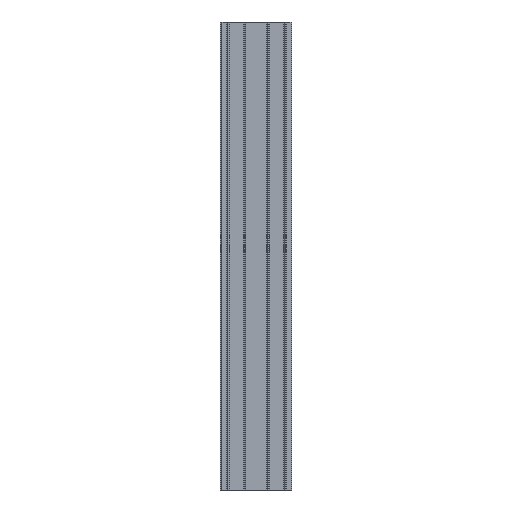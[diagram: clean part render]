
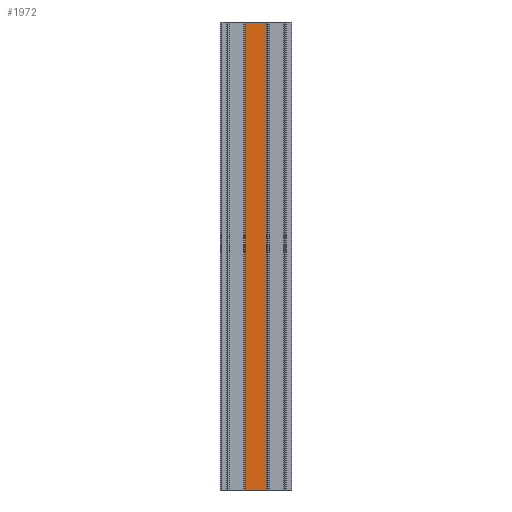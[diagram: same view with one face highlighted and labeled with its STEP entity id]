
A CAD part, front view. The second image highlights one B-rep face of the part: STEP entity #1972.
In plain terms, the highlighted planar face has unit normal (0, -1, 0).
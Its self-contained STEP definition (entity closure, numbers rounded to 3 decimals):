
#76=PLANE('',#2118);
#166=FACE_OUTER_BOUND('',#264,.T.);
#264=EDGE_LOOP('',(#1599,#1600,#1601,#1602));
#486=LINE('',#3145,#730);
#487=LINE('',#3149,#731);
#488=LINE('',#3151,#732);
#489=LINE('',#3152,#733);
#730=VECTOR('',#2562,1000.);
#731=VECTOR('',#2567,1000.);
#732=VECTOR('',#2568,1000.);
#733=VECTOR('',#2569,1000.);
#973=VERTEX_POINT('',#3142);
#974=VERTEX_POINT('',#3144);
#975=VERTEX_POINT('',#3148);
#976=VERTEX_POINT('',#3150);
#1237=EDGE_CURVE('',#974,#973,#486,.T.);
#1239=EDGE_CURVE('',#973,#975,#487,.T.);
#1240=EDGE_CURVE('',#976,#975,#488,.T.);
#1241=EDGE_CURVE('',#974,#976,#489,.T.);
#1599=ORIENTED_EDGE('',*,*,#1239,.T.);
#1600=ORIENTED_EDGE('',*,*,#1240,.F.);
#1601=ORIENTED_EDGE('',*,*,#1241,.F.);
#1602=ORIENTED_EDGE('',*,*,#1237,.T.);
#1972=ADVANCED_FACE('',(#166),#76,.F.);
#2118=AXIS2_PLACEMENT_3D('',#3147,#2565,#2566);
#2562=DIRECTION('',(0.,0.,-1.));
#2565=DIRECTION('center_axis',(0.,1.,0.));
#2566=DIRECTION('ref_axis',(-1.,0.,0.));
#2567=DIRECTION('',(1.,0.,0.));
#2568=DIRECTION('',(0.,0.,-1.));
#2569=DIRECTION('',(1.,0.,0.));
#3142=CARTESIAN_POINT('',(688.231,701.454,0.));
#3144=CARTESIAN_POINT('',(688.231,701.454,1000.));
#3145=CARTESIAN_POINT('',(688.231,701.454,1000.));
#3147=CARTESIAN_POINT('Origin',(733.231,701.454,1000.));
#3148=CARTESIAN_POINT('',(733.231,701.454,0.));
#3149=CARTESIAN_POINT('',(733.231,701.454,0.));
#3150=CARTESIAN_POINT('',(733.231,701.454,1000.));
#3151=CARTESIAN_POINT('',(733.231,701.454,1000.));
#3152=CARTESIAN_POINT('',(733.231,701.454,1000.));
